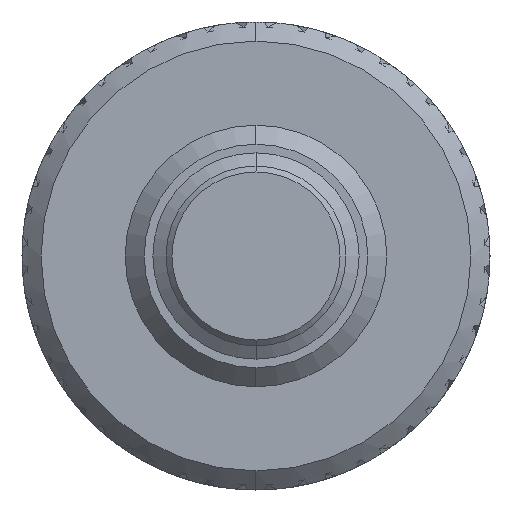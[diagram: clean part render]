
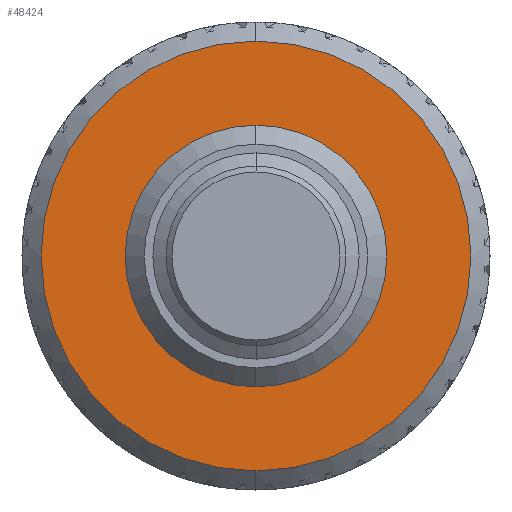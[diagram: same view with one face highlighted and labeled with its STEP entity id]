
A CAD part, front view. The second image highlights one B-rep face of the part: STEP entity #48424.
In plain terms, the highlighted planar face has unit normal (0, -1, 0).
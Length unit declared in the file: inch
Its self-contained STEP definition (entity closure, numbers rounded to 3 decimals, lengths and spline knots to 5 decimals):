
#1700 = DIRECTION ( 'NONE',  ( 0., 0., 1. ) ) ;
#3148 = CARTESIAN_POINT ( 'NONE',  ( 0., -0.1, 0. ) ) ;
#4311 = AXIS2_PLACEMENT_3D ( 'NONE', #41768, #46230, #12596 ) ;
#7162 = CIRCLE ( 'NONE', #4311, 0.0685 ) ;
#8663 = EDGE_CURVE ( 'NONE', #49307, #35531, #27935, .T. ) ;
#10350 = CARTESIAN_POINT ( 'NONE',  ( 0., -0.1, -0.1125 ) ) ;
#10451 = VERTEX_POINT ( 'NONE', #10953 ) ;
#10589 = DIRECTION ( 'NONE',  ( 0., -1., 0. ) ) ;
#10953 = CARTESIAN_POINT ( 'NONE',  ( 0., -0.1, 0.0685 ) ) ;
#12596 = DIRECTION ( 'NONE',  ( 0., 0., 1. ) ) ;
#14629 = EDGE_LOOP ( 'NONE', ( #26034, #39210 ) ) ;
#15129 = AXIS2_PLACEMENT_3D ( 'NONE', #46394, #20390, #46205 ) ;
#17045 = CARTESIAN_POINT ( 'NONE',  ( 0., -0.1, 0. ) ) ;
#18544 = EDGE_CURVE ( 'NONE', #35531, #49307, #45972, .T. ) ;
#20390 = DIRECTION ( 'NONE',  ( 0., -1., 0. ) ) ;
#21311 = CIRCLE ( 'NONE', #22782, 0.0685 ) ;
#21517 = CARTESIAN_POINT ( 'NONE',  ( 0., -0.1, -0.0685 ) ) ;
#22782 = AXIS2_PLACEMENT_3D ( 'NONE', #31305, #10589, #1700 ) ;
#26034 = ORIENTED_EDGE ( 'NONE', *, *, #35219, .F. ) ;
#27799 = AXIS2_PLACEMENT_3D ( 'NONE', #17045, #33796, #50698 ) ;
#27935 = CIRCLE ( 'NONE', #52817, 0.1125 ) ;
#31305 = CARTESIAN_POINT ( 'NONE',  ( 0., -0.1, 0. ) ) ;
#32217 = FACE_OUTER_BOUND ( 'NONE', #47854, .T. ) ;
#33505 = DIRECTION ( 'NONE',  ( 0., -1., 0. ) ) ;
#33534 = FACE_BOUND ( 'NONE', #14629, .T. ) ;
#33796 = DIRECTION ( 'NONE',  ( 0., 1., 0. ) ) ;
#33990 = PLANE ( 'NONE',  #27799 ) ;
#35219 = EDGE_CURVE ( 'NONE', #10451, #50741, #21311, .T. ) ;
#35531 = VERTEX_POINT ( 'NONE', #10350 ) ;
#36797 = EDGE_CURVE ( 'NONE', #50741, #10451, #7162, .T. ) ;
#39210 = ORIENTED_EDGE ( 'NONE', *, *, #36797, .F. ) ;
#39973 = CARTESIAN_POINT ( 'NONE',  ( 0., -0.1, 0.1125 ) ) ;
#41630 = DIRECTION ( 'NONE',  ( 0., 0., 1. ) ) ;
#41768 = CARTESIAN_POINT ( 'NONE',  ( 0., -0.1, 0. ) ) ;
#45972 = CIRCLE ( 'NONE', #15129, 0.1125 ) ;
#46205 = DIRECTION ( 'NONE',  ( 0., 0., 1. ) ) ;
#46230 = DIRECTION ( 'NONE',  ( 0., -1., 0. ) ) ;
#46394 = CARTESIAN_POINT ( 'NONE',  ( 0., -0.1, 0. ) ) ;
#47854 = EDGE_LOOP ( 'NONE', ( #50274, #49232 ) ) ;
#48424 = ADVANCED_FACE ( 'NONE', ( #32217, #33534 ), #33990, .F. ) ;
#49232 = ORIENTED_EDGE ( 'NONE', *, *, #18544, .T. ) ;
#49307 = VERTEX_POINT ( 'NONE', #39973 ) ;
#50274 = ORIENTED_EDGE ( 'NONE', *, *, #8663, .T. ) ;
#50698 = DIRECTION ( 'NONE',  ( 0., 0., 1. ) ) ;
#50741 = VERTEX_POINT ( 'NONE', #21517 ) ;
#52817 = AXIS2_PLACEMENT_3D ( 'NONE', #3148, #33505, #41630 ) ;
